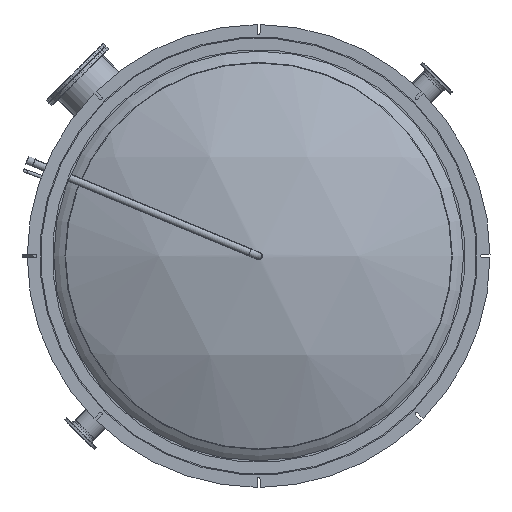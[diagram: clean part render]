
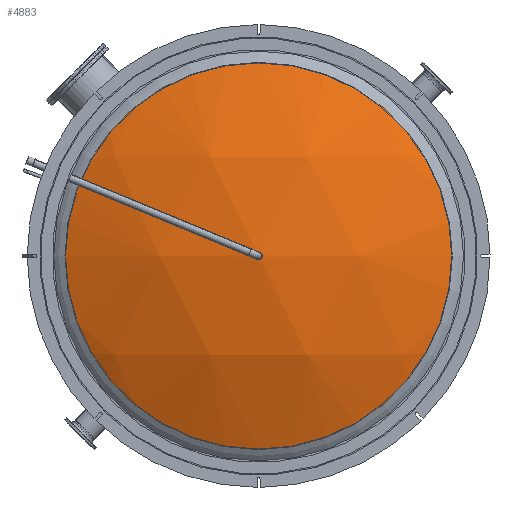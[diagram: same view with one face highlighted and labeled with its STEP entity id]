
A CAD part, front view. The second image highlights one B-rep face of the part: STEP entity #4883.
In plain terms, the highlighted spherical face has radius 3510.6 mm.
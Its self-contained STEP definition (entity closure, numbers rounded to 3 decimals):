
#410=FACE_BOUND('',#882,.T.);
#591=SPHERICAL_SURFACE('',#5688,3510.6);
#613=FACE_OUTER_BOUND('',#881,.T.);
#881=EDGE_LOOP('',(#3382,#3383));
#882=EDGE_LOOP('',(#3384));
#1891=CIRCLE('',#5679,30.15);
#1893=CIRCLE('',#5682,1548.453);
#1894=CIRCLE('',#5683,1548.453);
#2214=VERTEX_POINT('',#7939);
#2216=VERTEX_POINT('',#7945);
#2217=VERTEX_POINT('',#7946);
#2682=EDGE_CURVE('',#2214,#2214,#1891,.T.);
#2685=EDGE_CURVE('',#2216,#2217,#1893,.T.);
#2686=EDGE_CURVE('',#2217,#2216,#1894,.T.);
#3382=ORIENTED_EDGE('',*,*,#2685,.T.);
#3383=ORIENTED_EDGE('',*,*,#2686,.T.);
#3384=ORIENTED_EDGE('',*,*,#2682,.T.);
#4883=ADVANCED_FACE('',(#613,#410),#591,.T.);
#5679=AXIS2_PLACEMENT_3D('',#7940,#6366,#6367);
#5682=AXIS2_PLACEMENT_3D('',#7947,#6373,#6374);
#5683=AXIS2_PLACEMENT_3D('',#7948,#6375,#6376);
#5688=AXIS2_PLACEMENT_3D('',#7956,#6385,#6386);
#6366=DIRECTION('center_axis',(0.,-1.,0.));
#6367=DIRECTION('ref_axis',(1.,0.,0.));
#6373=DIRECTION('center_axis',(0.,1.,0.));
#6374=DIRECTION('ref_axis',(-1.,0.,0.));
#6375=DIRECTION('center_axis',(0.,1.,0.));
#6376=DIRECTION('ref_axis',(-1.,0.,0.));
#6385=DIRECTION('center_axis',(0.,0.,1.));
#6386=DIRECTION('ref_axis',(1.,0.,0.));
#7939=CARTESIAN_POINT('',(-30.15,725.298,0.));
#7940=CARTESIAN_POINT('Origin',(0.,725.298,0.));
#7945=CARTESIAN_POINT('',(-1548.453,365.479,0.));
#7946=CARTESIAN_POINT('',(0.,365.479,-1548.453));
#7947=CARTESIAN_POINT('Origin',(0.,365.479,
0.));
#7948=CARTESIAN_POINT('Origin',(0.,365.479,
0.));
#7956=CARTESIAN_POINT('Origin',(0.,-2785.173,0.));
